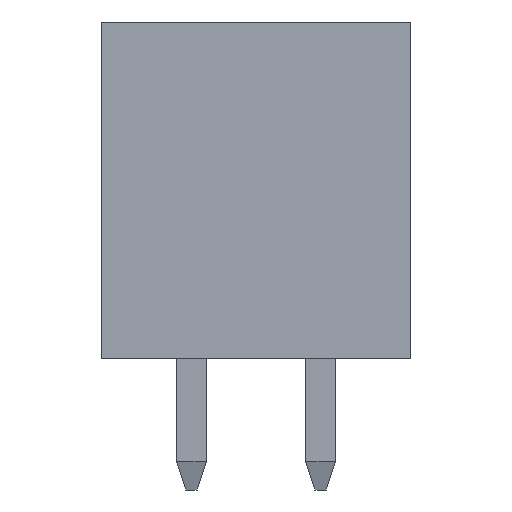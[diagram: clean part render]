
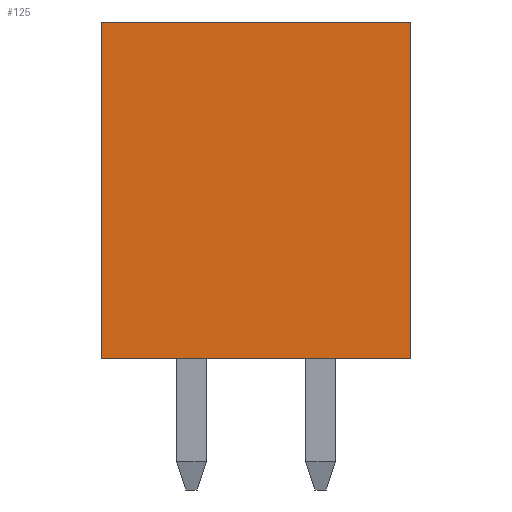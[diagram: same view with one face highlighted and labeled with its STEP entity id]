
A CAD part, left-side view. The second image highlights one B-rep face of the part: STEP entity #125.
In plain terms, the highlighted planar face has unit normal (-1, 0, 0).
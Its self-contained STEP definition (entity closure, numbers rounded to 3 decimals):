
#125=ADVANCED_FACE('',(#232),#1630,.T.);
#232=FACE_OUTER_BOUND('',#341,.T.);
#341=EDGE_LOOP('',(#611,#612,#613,#614));
#611=ORIENTED_EDGE('',*,*,#1006,.T.);
#612=ORIENTED_EDGE('',*,*,#1007,.F.);
#613=ORIENTED_EDGE('',*,*,#1033,.T.);
#614=ORIENTED_EDGE('',*,*,#1032,.T.);
#1006=EDGE_CURVE('',#1474,#1471,#1262,.T.);
#1007=EDGE_CURVE('',#1475,#1471,#1263,.T.);
#1032=EDGE_CURVE('',#1505,#1474,#1288,.T.);
#1033=EDGE_CURVE('',#1475,#1505,#1289,.T.);
#1262=B_SPLINE_CURVE_WITH_KNOTS('',1,(#2515,#2516),.UNSPECIFIED.,.F.,.F.,
(2,2),(0.,0.36),.UNSPECIFIED.);
#1263=B_SPLINE_CURVE_WITH_KNOTS('',1,(#2517,#2518),.UNSPECIFIED.,.F.,.F.,
(2,2),(-0.331,0.),.UNSPECIFIED.);
#1288=B_SPLINE_CURVE_WITH_KNOTS('',1,(#2567,#2568),.UNSPECIFIED.,.F.,.F.,
(2,2),(-0.331,0.),.UNSPECIFIED.);
#1289=B_SPLINE_CURVE_WITH_KNOTS('',1,(#2569,#2570),.UNSPECIFIED.,.F.,.F.,
(2,2),(-0.36,0.),.UNSPECIFIED.);
#1471=VERTEX_POINT('',#2393);
#1474=VERTEX_POINT('',#2396);
#1475=VERTEX_POINT('',#2397);
#1505=VERTEX_POINT('',#2427);
#1630=PLANE('',#1775);
#1775=AXIS2_PLACEMENT_3D('',#2227,#1881,$);
#1881=DIRECTION('',(-1.,0.,0.));
#2227=CARTESIAN_POINT('',(-4.064,-22.057,-16.174));
#2393=CARTESIAN_POINT('',(-4.064,-5.956,9.144));
#2396=CARTESIAN_POINT('',(-4.064,-5.956,0.));
#2397=CARTESIAN_POINT('',(-4.064,2.451,9.144));
#2427=CARTESIAN_POINT('',(-4.064,2.451,0.));
#2515=CARTESIAN_POINT('',(-4.064,-5.956,0.));
#2516=CARTESIAN_POINT('',(-4.064,-5.956,9.144));
#2517=CARTESIAN_POINT('',(-4.064,2.451,9.144));
#2518=CARTESIAN_POINT('',(-4.064,-5.956,9.144));
#2567=CARTESIAN_POINT('',(-4.064,2.451,0.));
#2568=CARTESIAN_POINT('',(-4.064,-5.956,0.));
#2569=CARTESIAN_POINT('',(-4.064,2.451,9.144));
#2570=CARTESIAN_POINT('',(-4.064,2.451,0.));
